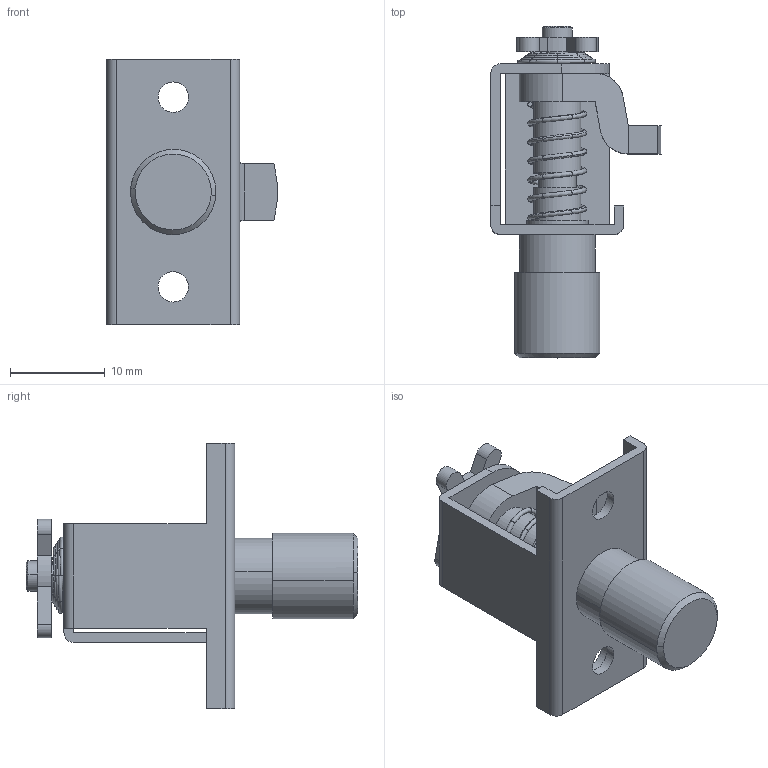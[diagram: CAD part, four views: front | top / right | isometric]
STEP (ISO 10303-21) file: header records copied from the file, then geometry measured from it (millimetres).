
FILE_DESCRIPTION((''),'2;1');
FILE_NAME('','2005-07-15T17:20:53',(''),(''),'','CADfix','');
FILE_SCHEMA(('AUTOMOTIVE_DESIGN'));
Length unit declared in the file: millimetre
Products named in the file (7): spring_2; spring_1; retainer; knob; housing; cam; TL_86_1_18245_36
Assembly tree (6 placements, depth 2):
  TL_86_1_18245_36
    spring_2
    spring_1
    retainer
    knob
    housing
    cam
Bounding box: 17.96 x 35 x 28 mm (x, y, z)
Volume: 2519.8 mm3; surface area: 3686.9 mm2
Topology: 6 solids, 6 shells, 242 faces, 597 edges, 374 vertices
Faces by surface type: bspline 242
Entity records: 10471 total; most frequent: CARTESIAN_POINT 7002, ORIENTED_EDGE 1194, EDGE_CURVE 597, VERTEX_POINT 374, EDGE_LOOP 261, FACE_OUTER_BOUND 242, ADVANCED_FACE 242, QUASI_UNIFORM_CURVE 155
